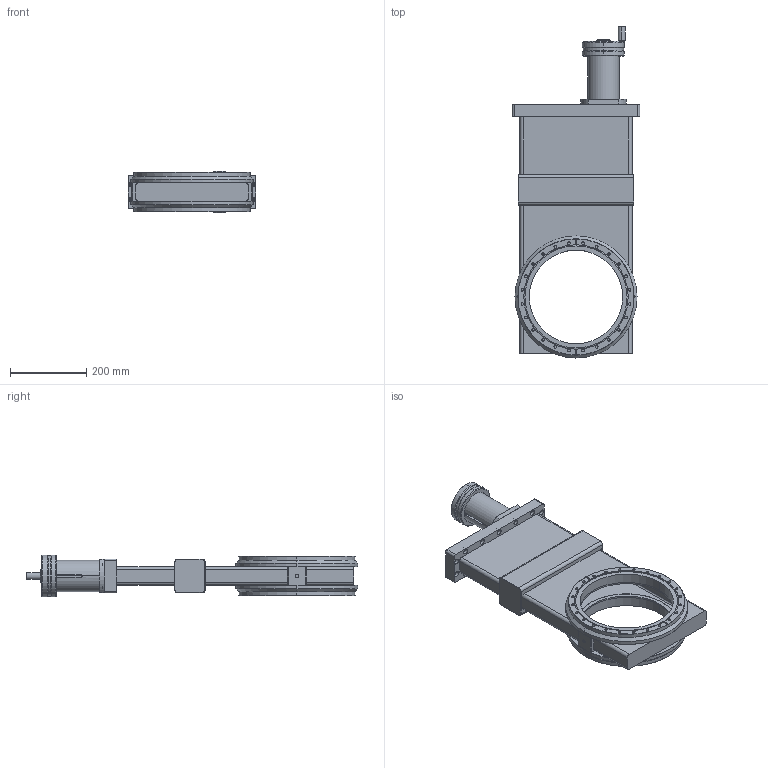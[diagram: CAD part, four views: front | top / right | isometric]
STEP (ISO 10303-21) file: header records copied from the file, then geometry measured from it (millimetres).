
FILE_DESCRIPTION (( 'STEP AP214' ), '1' );
FILE_NAME ('TLG10000-100-21-(12001000)-1200_MANUAL_GATE_VALVE_METAL_SEAL.PDF.STEP', '2026-04-10T16:03:41', ( '' ), ( '' ), 'SwSTEP 2.0', 'SolidWorks 2023', '' );
FILE_SCHEMA (( 'AUTOMOTIVE_DESIGN' ));
Length unit declared in the file: inch
Products named in the file (4): NW250_GATE VALVE_MANUAL ASS''''Y.STEP; TLG10000-100-21-(12001000)-1200_MANUAL_GATE_VALVE_METAL_SEAL.PDF; GV10-0003-003_CF250 FLANGE.STEP; GVMS-CF12.00-UHV.STEP
Assembly tree (4 placements, depth 3):
  TLG10000-100-21-(12001000)-1200_MANUAL_GATE_VALVE_METAL_SEAL.PDF
    GVMS-CF12.00-UHV.STEP
      NW250_GATE VALVE_MANUAL ASS''''Y.STEP
      GV10-0003-003_CF250 FLANGE.STEP  x2
Bounding box: 334 x 870.7 x 110 mm (x, y, z)
Volume: 4528637.6 mm3; surface area: 1339633.2 mm2
Topology: 23 solids, 26 shells, 714 faces, 1845 edges, 1153 vertices
Faces by surface type: cylinder 381, plane 219, bspline 64, cone 50
Entity records: 20932 total; most frequent: CARTESIAN_POINT 4959, DIRECTION 3462, ORIENTED_EDGE 3106, EDGE_CURVE 1553, AXIS2_PLACEMENT_3D 1376, VERTEX_POINT 1012, EDGE_LOOP 801, CIRCLE 800
